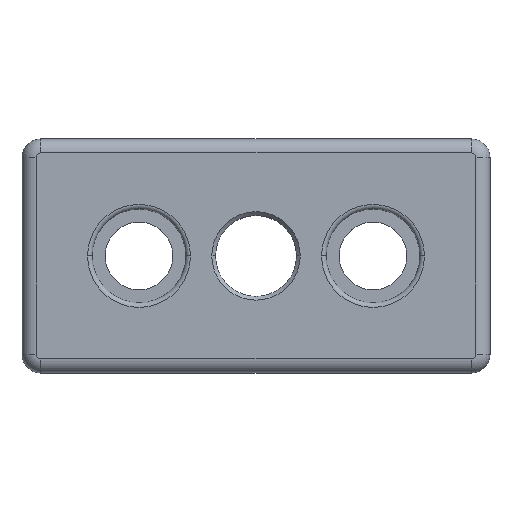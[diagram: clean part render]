
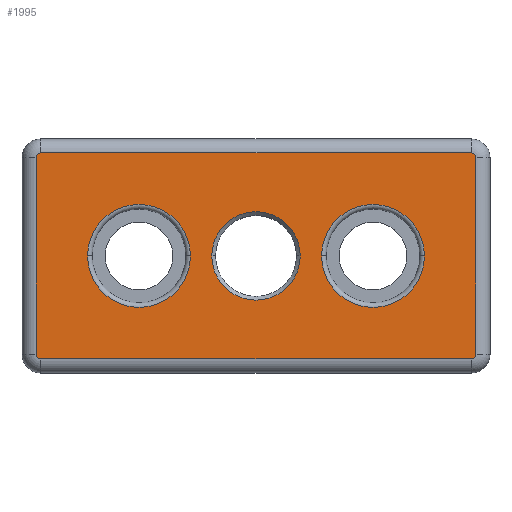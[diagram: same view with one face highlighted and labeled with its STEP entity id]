
A CAD part, top view. The second image highlights one B-rep face of the part: STEP entity #1995.
In plain terms, the highlighted planar face has unit normal (0, 0, 1).
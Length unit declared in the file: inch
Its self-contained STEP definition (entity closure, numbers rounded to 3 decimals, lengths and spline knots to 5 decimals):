
#41 = CARTESIAN_POINT ( 'NONE',  ( 1.81102, -0.86614, 0.62992 ) ) ;
#91 = CARTESIAN_POINT ( 'NONE',  ( -1.85039, 0.82677, 0.62992 ) ) ;
#106 = CIRCLE ( 'NONE', #420, 0.37205 ) ;
#118 = CARTESIAN_POINT ( 'NONE',  ( 1.81102, 0.86614, 0.62992 ) ) ;
#157 = CARTESIAN_POINT ( 'NONE',  ( -1.85039, -0.82677, 0.62992 ) ) ;
#243 = VERTEX_POINT ( 'NONE', #481 ) ;
#289 = CARTESIAN_POINT ( 'NONE',  ( -0.37205, 0., 0.62992 ) ) ;
#313 = VERTEX_POINT ( 'NONE', #289 ) ;
#388 = ORIENTED_EDGE ( 'NONE', *, *, #2629, .F. ) ;
#420 = AXIS2_PLACEMENT_3D ( 'NONE', #3025, #3015, #3009 ) ;
#447 = ORIENTED_EDGE ( 'NONE', *, *, #2649, .F. ) ;
#481 = CARTESIAN_POINT ( 'NONE',  ( 0.37205, 0., 0.62992 ) ) ;
#569 = VERTEX_POINT ( 'NONE', #3909 ) ;
#606 = VERTEX_POINT ( 'NONE', #2693 ) ;
#659 = CARTESIAN_POINT ( 'NONE',  ( -1.41732, 0., 0.62992 ) ) ;
#668 = CIRCLE ( 'NONE', #1170, 0.43307 ) ;
#863 = EDGE_CURVE ( 'NONE', #4040, #4080, #1415, .T. ) ;
#913 = VECTOR ( 'NONE', #2992, 39.37008 ) ;
#932 = AXIS2_PLACEMENT_3D ( 'NONE', #2368, #2361, #2357 ) ;
#1038 = ORIENTED_EDGE ( 'NONE', *, *, #1644, .F. ) ;
#1083 = EDGE_CURVE ( 'NONE', #4120, #606, #2092, .T. ) ;
#1126 = DIRECTION ( 'NONE',  ( -1., 0., 0. ) ) ;
#1134 = DIRECTION ( 'NONE',  ( 0., 0., -1. ) ) ;
#1137 = CARTESIAN_POINT ( 'NONE',  ( -1.81102, 0.82677, 0.62992 ) ) ;
#1170 = AXIS2_PLACEMENT_3D ( 'NONE', #3083, #3079, #3070 ) ;
#1300 = VERTEX_POINT ( 'NONE', #4248 ) ;
#1415 = LINE ( 'NONE', #1629, #1506 ) ;
#1506 = VECTOR ( 'NONE', #4220, 39.37008 ) ;
#1564 = VERTEX_POINT ( 'NONE', #2689 ) ;
#1604 = EDGE_CURVE ( 'NONE', #4250, #4731, #3472, .T. ) ;
#1623 = EDGE_CURVE ( 'NONE', #569, #1300, #3531, .T. ) ;
#1629 = CARTESIAN_POINT ( 'NONE',  ( -1.85039, -0.98425, 0.62992 ) ) ;
#1644 = EDGE_CURVE ( 'NONE', #313, #243, #3538, .T. ) ;
#1667 = AXIS2_PLACEMENT_3D ( 'NONE', #1137, #1134, #1126 ) ;
#1766 = EDGE_CURVE ( 'NONE', #4080, #4364, #3843, .T. ) ;
#1942 = AXIS2_PLACEMENT_3D ( 'NONE', #3057, #3047, #3035 ) ;
#1963 = CIRCLE ( 'NONE', #2606, 0.03937 ) ;
#1995 = ADVANCED_FACE ( 'NONE', ( #4343, #4465, #4475, #4488 ), #3152, .F. ) ;
#2043 = ORIENTED_EDGE ( 'NONE', *, *, #2614, .F. ) ;
#2092 = LINE ( 'NONE', #2736, #2096 ) ;
#2096 = VECTOR ( 'NONE', #4778, 39.37008 ) ;
#2134 = DIRECTION ( 'NONE',  ( 1., 0., 0. ) ) ;
#2138 = DIRECTION ( 'NONE',  ( 0., 0., 1. ) ) ;
#2145 = CARTESIAN_POINT ( 'NONE',  ( 0., 0., 0.62992 ) ) ;
#2238 = VECTOR ( 'NONE', #3060, 39.37008 ) ;
#2251 = DIRECTION ( 'NONE',  ( -1., 0., 0. ) ) ;
#2259 = DIRECTION ( 'NONE',  ( 0., 0., 1. ) ) ;
#2290 = CARTESIAN_POINT ( 'NONE',  ( 0.98425, 0., 0.62992 ) ) ;
#2304 = ORIENTED_EDGE ( 'NONE', *, *, #2634, .F. ) ;
#2328 = CARTESIAN_POINT ( 'NONE',  ( 1.85039, -0.82677, 0.62992 ) ) ;
#2357 = DIRECTION ( 'NONE',  ( -1., 0., 0. ) ) ;
#2361 = DIRECTION ( 'NONE',  ( 0., 0., 1. ) ) ;
#2368 = CARTESIAN_POINT ( 'NONE',  ( -0.98425, 0., 0.62992 ) ) ;
#2431 = ORIENTED_EDGE ( 'NONE', *, *, #1604, .F. ) ;
#2606 = AXIS2_PLACEMENT_3D ( 'NONE', #3325, #3320, #3314 ) ;
#2614 = EDGE_CURVE ( 'NONE', #4092, #1564, #1963, .T. ) ;
#2629 = EDGE_CURVE ( 'NONE', #4260, #4120, #2883, .T. ) ;
#2634 = EDGE_CURVE ( 'NONE', #606, #4040, #4657, .T. ) ;
#2649 = EDGE_CURVE ( 'NONE', #4731, #4250, #668, .T. ) ;
#2660 = EDGE_CURVE ( 'NONE', #1300, #569, #2664, .T. ) ;
#2664 = CIRCLE ( 'NONE', #1942, 0.43307 ) ;
#2667 = EDGE_CURVE ( 'NONE', #243, #313, #106, .T. ) ;
#2678 = EDGE_CURVE ( 'NONE', #4364, #4092, #4293, .T. ) ;
#2684 = EDGE_CURVE ( 'NONE', #1564, #4260, #4477, .T. ) ;
#2689 = CARTESIAN_POINT ( 'NONE',  ( 1.85039, 0.82677, 0.62992 ) ) ;
#2693 = CARTESIAN_POINT ( 'NONE',  ( -1.81102, -0.86614, 0.62992 ) ) ;
#2700 = ORIENTED_EDGE ( 'NONE', *, *, #2660, .F. ) ;
#2707 = AXIS2_PLACEMENT_3D ( 'NONE', #2961, #3228, #3262 ) ;
#2732 = AXIS2_PLACEMENT_3D ( 'NONE', #2145, #2138, #2134 ) ;
#2736 = CARTESIAN_POINT ( 'NONE',  ( 1.9685, -0.86614, 0.62992 ) ) ;
#2883 = CIRCLE ( 'NONE', #4764, 0.03937 ) ;
#2961 = CARTESIAN_POINT ( 'NONE',  ( 1.9685, -0.98425, 0.62992 ) ) ;
#2992 = DIRECTION ( 'NONE',  ( 0., -1., 0. ) ) ;
#3009 = DIRECTION ( 'NONE',  ( 1., 0., 0. ) ) ;
#3015 = DIRECTION ( 'NONE',  ( 0., 0., 1. ) ) ;
#3025 = CARTESIAN_POINT ( 'NONE',  ( 0., 0., 0.62992 ) ) ;
#3026 = CARTESIAN_POINT ( 'NONE',  ( 1.9685, 0.86614, 0.62992 ) ) ;
#3030 = CARTESIAN_POINT ( 'NONE',  ( 1.85039, -0.98425, 0.62992 ) ) ;
#3035 = DIRECTION ( 'NONE',  ( -1., 0., 0. ) ) ;
#3047 = DIRECTION ( 'NONE',  ( 0., 0., 1. ) ) ;
#3057 = CARTESIAN_POINT ( 'NONE',  ( 0.98425, 0., 0.62992 ) ) ;
#3060 = DIRECTION ( 'NONE',  ( 1., 0., 0. ) ) ;
#3070 = DIRECTION ( 'NONE',  ( -1., 0., 0. ) ) ;
#3079 = DIRECTION ( 'NONE',  ( 0., 0., 1. ) ) ;
#3083 = CARTESIAN_POINT ( 'NONE',  ( -0.98425, 0., 0.62992 ) ) ;
#3152 = PLANE ( 'NONE',  #2707 ) ;
#3175 = DIRECTION ( 'NONE',  ( -1., 0., 0. ) ) ;
#3178 = DIRECTION ( 'NONE',  ( 0., 0., -1. ) ) ;
#3180 = CARTESIAN_POINT ( 'NONE',  ( -1.81102, -0.82677, 0.62992 ) ) ;
#3193 = DIRECTION ( 'NONE',  ( -1., 0., 0. ) ) ;
#3198 = DIRECTION ( 'NONE',  ( 0., 0., -1. ) ) ;
#3202 = CARTESIAN_POINT ( 'NONE',  ( 1.81102, -0.82677, 0.62992 ) ) ;
#3228 = DIRECTION ( 'NONE',  ( 0., 0., -1. ) ) ;
#3262 = DIRECTION ( 'NONE',  ( -1., 0., 0. ) ) ;
#3307 = ORIENTED_EDGE ( 'NONE', *, *, #1083, .F. ) ;
#3314 = DIRECTION ( 'NONE',  ( -1., 0., 0. ) ) ;
#3320 = DIRECTION ( 'NONE',  ( 0., 0., -1. ) ) ;
#3325 = CARTESIAN_POINT ( 'NONE',  ( 1.81102, 0.82677, 0.62992 ) ) ;
#3365 = EDGE_LOOP ( 'NONE', ( #3777, #1038 ) ) ;
#3460 = CARTESIAN_POINT ( 'NONE',  ( -0.55118, 0., 0.62992 ) ) ;
#3472 = CIRCLE ( 'NONE', #932, 0.43307 ) ;
#3531 = CIRCLE ( 'NONE', #4890, 0.43307 ) ;
#3538 = CIRCLE ( 'NONE', #2732, 0.37205 ) ;
#3558 = ORIENTED_EDGE ( 'NONE', *, *, #1623, .F. ) ;
#3777 = ORIENTED_EDGE ( 'NONE', *, *, #2667, .F. ) ;
#3804 = EDGE_LOOP ( 'NONE', ( #2700, #3558 ) ) ;
#3843 = CIRCLE ( 'NONE', #1667, 0.03937 ) ;
#3909 = CARTESIAN_POINT ( 'NONE',  ( 1.41732, 0., 0.62992 ) ) ;
#3948 = CARTESIAN_POINT ( 'NONE',  ( -1.81102, 0.86614, 0.62992 ) ) ;
#4035 = AXIS2_PLACEMENT_3D ( 'NONE', #3180, #3178, #3175 ) ;
#4040 = VERTEX_POINT ( 'NONE', #157 ) ;
#4067 = ORIENTED_EDGE ( 'NONE', *, *, #2678, .F. ) ;
#4080 = VERTEX_POINT ( 'NONE', #91 ) ;
#4092 = VERTEX_POINT ( 'NONE', #118 ) ;
#4120 = VERTEX_POINT ( 'NONE', #41 ) ;
#4166 = EDGE_LOOP ( 'NONE', ( #2304, #3307, #388, #4615, #2043, #4067, #4341, #4614 ) ) ;
#4220 = DIRECTION ( 'NONE',  ( 0., 1., 0. ) ) ;
#4248 = CARTESIAN_POINT ( 'NONE',  ( 0.55118, 0., 0.62992 ) ) ;
#4250 = VERTEX_POINT ( 'NONE', #3460 ) ;
#4260 = VERTEX_POINT ( 'NONE', #2328 ) ;
#4293 = LINE ( 'NONE', #3026, #2238 ) ;
#4341 = ORIENTED_EDGE ( 'NONE', *, *, #1766, .F. ) ;
#4343 = FACE_OUTER_BOUND ( 'NONE', #4166, .T. ) ;
#4364 = VERTEX_POINT ( 'NONE', #3948 ) ;
#4465 = FACE_BOUND ( 'NONE', #3365, .T. ) ;
#4475 = FACE_BOUND ( 'NONE', #3804, .T. ) ;
#4477 = LINE ( 'NONE', #3030, #913 ) ;
#4488 = FACE_BOUND ( 'NONE', #4944, .T. ) ;
#4614 = ORIENTED_EDGE ( 'NONE', *, *, #863, .F. ) ;
#4615 = ORIENTED_EDGE ( 'NONE', *, *, #2684, .F. ) ;
#4657 = CIRCLE ( 'NONE', #4035, 0.03937 ) ;
#4731 = VERTEX_POINT ( 'NONE', #659 ) ;
#4764 = AXIS2_PLACEMENT_3D ( 'NONE', #3202, #3198, #3193 ) ;
#4778 = DIRECTION ( 'NONE',  ( -1., 0., 0. ) ) ;
#4890 = AXIS2_PLACEMENT_3D ( 'NONE', #2290, #2259, #2251 ) ;
#4944 = EDGE_LOOP ( 'NONE', ( #447, #2431 ) ) ;
